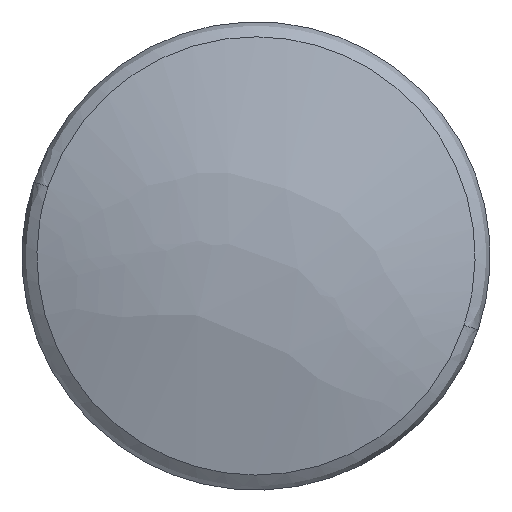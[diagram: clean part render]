
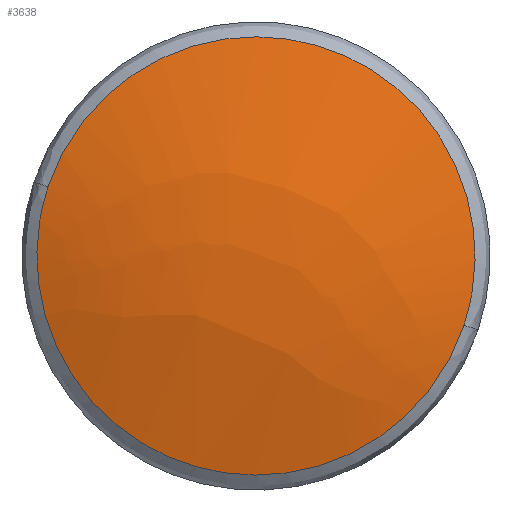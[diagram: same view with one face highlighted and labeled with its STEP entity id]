
A CAD part, top view. The second image highlights one B-rep face of the part: STEP entity #3638.
In plain terms, the highlighted free-form (B-spline) face has degree [2, 2] with [3, 9] control points.
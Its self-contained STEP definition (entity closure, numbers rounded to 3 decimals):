
#3638=ADVANCED_FACE('',(#7179),#52988,.T.);
#7179=FACE_OUTER_BOUND('',#10794,.T.);
#10794=EDGE_LOOP('',(#26031,#26032));
#26031=ORIENTED_EDGE('',*,*,#35506,.F.);
#26032=ORIENTED_EDGE('',*,*,#35492,.F.);
#35492=EDGE_CURVE('',#49290,#49299,#44491,.T.);
#35506=EDGE_CURVE('',#49299,#49290,#44504,.T.);
#44491=(
BOUNDED_CURVE()
B_SPLINE_CURVE(2,(#184673,#184674,#184675,#184676,#184677),
 .UNSPECIFIED.,.F.,.F.)
B_SPLINE_CURVE_WITH_KNOTS((3,2,3),(-4.712,-3.142,
-1.571),.UNSPECIFIED.)
CURVE()
GEOMETRIC_REPRESENTATION_ITEM()
RATIONAL_B_SPLINE_CURVE((1.,0.707,1.,0.707,1.))
REPRESENTATION_ITEM('')
);
#44504=(
BOUNDED_CURVE()
B_SPLINE_CURVE(2,(#184732,#184733,#184734,#184735,#184736),
 .UNSPECIFIED.,.F.,.F.)
B_SPLINE_CURVE_WITH_KNOTS((3,2,3),(-1.571,0.,
1.571),.UNSPECIFIED.)
CURVE()
GEOMETRIC_REPRESENTATION_ITEM()
RATIONAL_B_SPLINE_CURVE((1.,0.707,1.,0.707,1.))
REPRESENTATION_ITEM('')
);
#49290=VERTEX_POINT('',#184604);
#49299=VERTEX_POINT('',#184613);
#52988=(
BOUNDED_SURFACE()
B_SPLINE_SURFACE(2,2,((#184498,#184499,#184500,#184501,#184502,#184503,
#184504,#184505,#184506),(#184507,#184508,#184509,#184510,#184511,#184512,
#184513,#184514,#184515),(#184516,#184517,#184518,#184519,#184520,#184521,
#184522,#184523,#184524)),.UNSPECIFIED.,.F.,.F.,.F.)
B_SPLINE_SURFACE_WITH_KNOTS((3,3),(3,2,2,2,3),(5.97,6.592),
(0.,1.571,3.142,4.712,6.283),
 .UNSPECIFIED.)
GEOMETRIC_REPRESENTATION_ITEM()
RATIONAL_B_SPLINE_SURFACE(((1.,0.707,1.,0.707,1.,
0.707,1.,0.707,1.),(0.952,0.673,
0.952,0.673,0.952,0.673,
0.952,0.673,0.952),(1.,0.707,
1.,0.707,1.,0.707,1.,0.707,1.)))
REPRESENTATION_ITEM('')
SURFACE()
);
#184498=CARTESIAN_POINT('',(38.559,18.462,58.082));
#184499=CARTESIAN_POINT('',(10.022,-67.376,87.504));
#184500=CARTESIAN_POINT('',(0.741,-95.296,-2.953));
#184501=CARTESIAN_POINT('',(-8.541,-123.215,-93.41));
#184502=CARTESIAN_POINT('',(19.995,-37.377,-122.832));
#184503=CARTESIAN_POINT('',(48.532,48.46,-152.254));
#184504=CARTESIAN_POINT('',(57.814,76.38,-61.797));
#184505=CARTESIAN_POINT('',(67.096,104.299,28.66));
#184506=CARTESIAN_POINT('',(38.559,18.462,58.082));
#184507=CARTESIAN_POINT('',(10.481,31.032,67.523));
#184508=CARTESIAN_POINT('',(-21.034,-63.765,100.016));
#184509=CARTESIAN_POINT('',(-31.285,-94.598,0.118));
#184510=CARTESIAN_POINT('',(-41.535,-125.432,-99.78));
#184511=CARTESIAN_POINT('',(-10.02,-30.635,-132.273));
#184512=CARTESIAN_POINT('',(21.495,64.162,-164.766));
#184513=CARTESIAN_POINT('',(31.746,94.996,-64.868));
#184514=CARTESIAN_POINT('',(41.997,125.829,35.031));
#184515=CARTESIAN_POINT('',(10.481,31.032,67.523));
#184516=CARTESIAN_POINT('',(-19.564,37.831,58.217));
#184517=CARTESIAN_POINT('',(-48.143,-48.135,87.683));
#184518=CARTESIAN_POINT('',(-57.439,-76.096,-2.909));
#184519=CARTESIAN_POINT('',(-66.734,-104.057,-93.501));
#184520=CARTESIAN_POINT('',(-38.155,-18.092,-122.967));
#184521=CARTESIAN_POINT('',(-9.576,67.874,-152.432));
#184522=CARTESIAN_POINT('',(-0.28,95.835,-61.841));
#184523=CARTESIAN_POINT('',(9.016,123.796,28.751));
#184524=CARTESIAN_POINT('',(-19.564,37.831,58.217));
#184604=CARTESIAN_POINT('',(-28.859,9.87,62.888));
#184613=CARTESIAN_POINT('',(28.859,-9.319,62.888));
#184673=CARTESIAN_POINT('',(-28.859,9.87,62.888));
#184674=CARTESIAN_POINT('',(-19.265,38.729,62.888));
#184675=CARTESIAN_POINT('',(9.594,29.135,62.888));
#184676=CARTESIAN_POINT('',(38.454,19.54,62.888));
#184677=CARTESIAN_POINT('',(28.859,-9.319,62.888));
#184732=CARTESIAN_POINT('',(28.859,-9.319,62.888));
#184733=CARTESIAN_POINT('',(19.265,-38.178,62.888));
#184734=CARTESIAN_POINT('',(-9.594,-28.584,62.888));
#184735=CARTESIAN_POINT('',(-38.454,-18.99,62.888));
#184736=CARTESIAN_POINT('',(-28.859,9.87,62.888));
